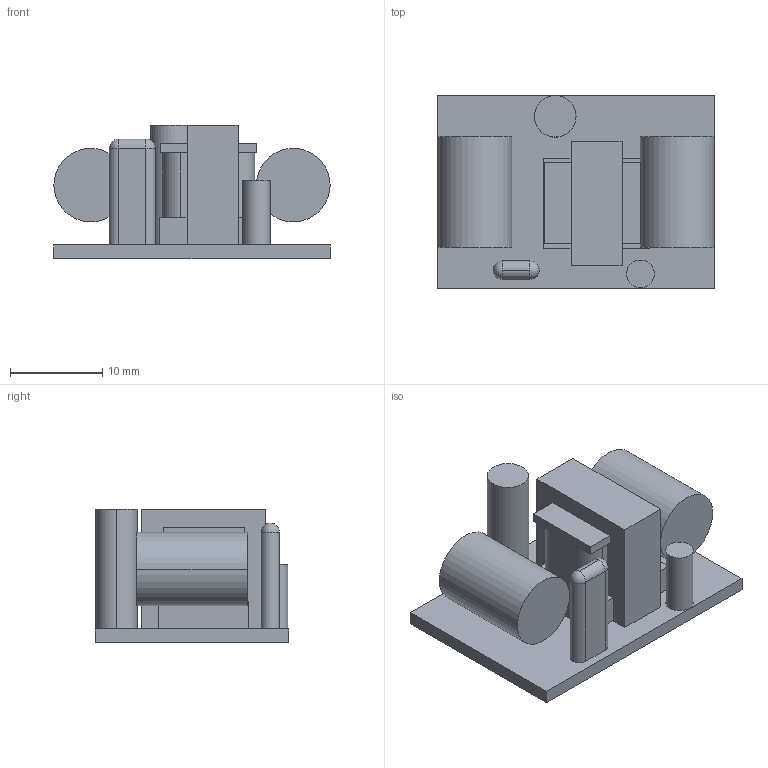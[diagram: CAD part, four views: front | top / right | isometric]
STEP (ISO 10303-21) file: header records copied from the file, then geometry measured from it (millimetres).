
FILE_DESCRIPTION(('FreeCAD Model'),'2;1');
FILE_NAME('ACDC_5V_3W.step','2018-07-28T20:52:47',('kicad StepUp'),( 'ksu MCAD'),'Open CASCADE STEP processor 7.2','FreeCAD','Unknown');
FILE_SCHEMA(('AUTOMOTIVE_DESIGN { 1 0 10303 214 1 1 1 1 }'));
Length unit declared in the file: millimetre
Products named in the file (1): ACDC_5V_3W
Bounding box: 30 x 21 x 14.5 mm (x, y, z)
Volume: 4437.6 mm3; surface area: 4279.1 mm2
Topology: 10 solids, 10 shells, 130 faces, 908 edges, 2620 vertices
Faces by surface type: plane 111, cylinder 17, sphere 2
Entity records: 10673 total; most frequent: CARTESIAN_POINT 3657, DIRECTION 1270, LINE 804, VECTOR 804, GEOMETRIC_CURVE_SET 605, ORIENTED_EDGE 604, TRIMMED_CURVE 604, EDGE_CURVE 302
